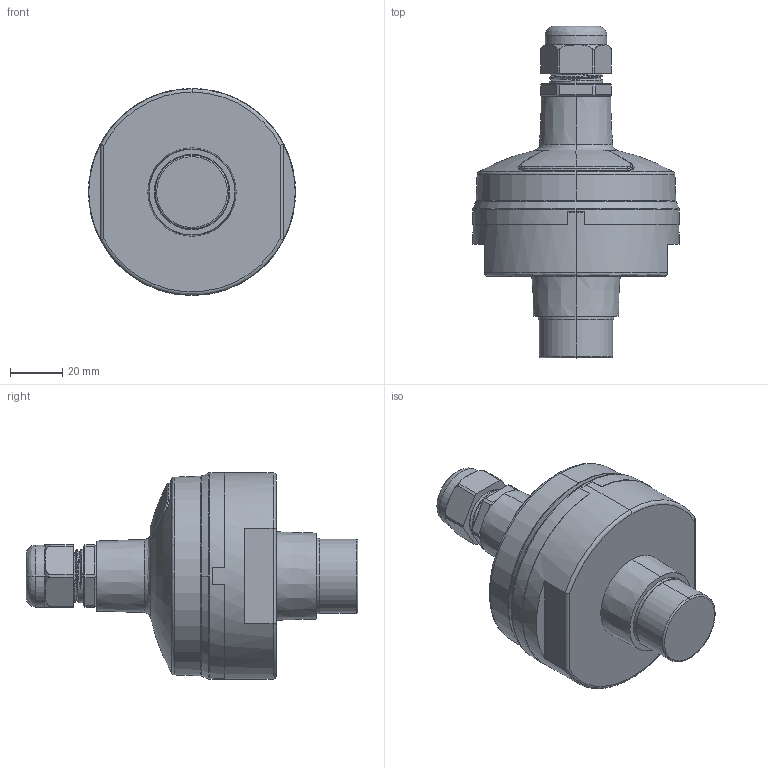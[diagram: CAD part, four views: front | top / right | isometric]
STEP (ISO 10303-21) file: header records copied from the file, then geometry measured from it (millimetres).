
FILE_DESCRIPTION (( 'STEP AP214' ), '1' );
FILE_NAME ('DL24_Level_Sensor nc.STEP', '2023-09-12T20:58:00', ( '' ), ( '' ), 'SwSTEP 2.0', 'SolidWorks 2021', '' );
FILE_SCHEMA (( 'AUTOMOTIVE_DESIGN' ));
Length unit declared in the file: inch
Products named in the file (1): DL24_Level_Sensor nc
Bounding box: 78.86 x 126.62 x 78.82 mm (x, y, z)
Volume: 97393.7 mm3; surface area: 56571.7 mm2
Topology: 4 solids, 4 shells, 320 faces, 839 edges, 537 vertices
Faces by surface type: plane 119, cylinder 74, bspline 71, cone 56
Entity records: 29642 total; most frequent: CARTESIAN_POINT 18209, ORIENTED_EDGE 1678, DIRECTION 1268, EDGE_CURVE 839, VERTEX_POINT 537, AXIS2_PLACEMENT_3D 461, LINE 346, VECTOR 346
